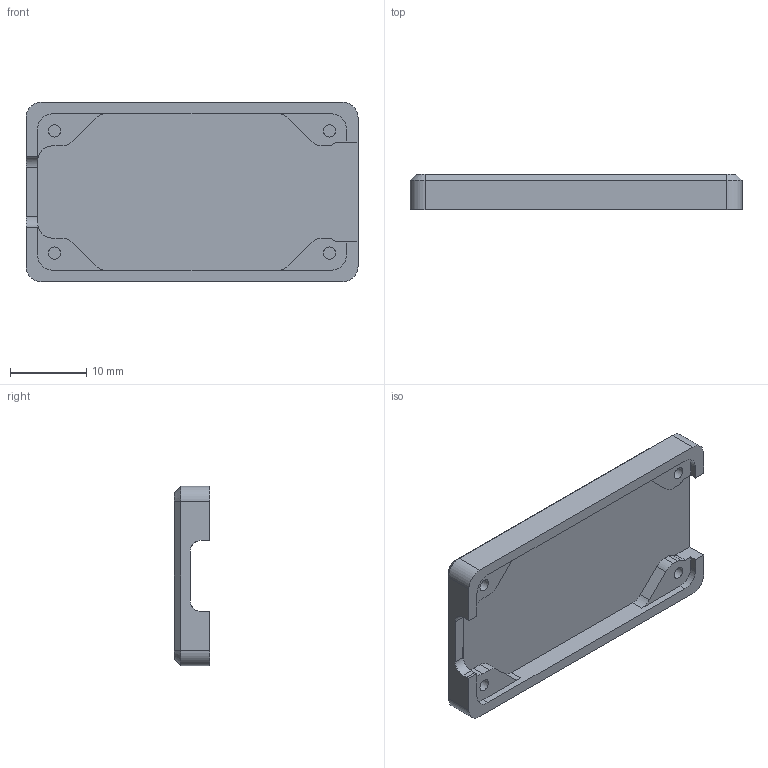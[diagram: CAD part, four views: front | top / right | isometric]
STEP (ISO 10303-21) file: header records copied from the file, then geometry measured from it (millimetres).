
FILE_DESCRIPTION(/* description */ ('Designed by EasyEDA Pro'),/* implementation_level */ '2;1');
FILE_NAME(/* name */ '',/* time_stamp */ '2025-10-14T21:13:24+08:00',/* author */ (''),/* organization */ (''),/* preprocessor_version */ 'ST-DEVELOPER v20.1',/* originating_system */ 'Autodesk Translation Framework v14.17.0.0',/* authorisation */ '');
FILE_SCHEMA (('AUTOMOTIVE_DESIGN { 1 0 10303 214 3 1 1 }'));
Length unit declared in the file: millimetre
Products named in the file (2): EasyEDA PCB Model~E4kx; 外壳
Assembly tree (1 placements, depth 2):
  EasyEDA PCB Model~E4kx
    外壳
Bounding box: 43.5 x 4.6 x 23.5 mm (x, y, z)
Volume: 2557 mm3; surface area: 2826.1 mm2
Topology: 1 solids, 1 shells, 74 faces, 196 edges, 128 vertices
Faces by surface type: plane 40, cylinder 30, cone 4
Full cylindrical faces by diameter (mm): 1.6 x4
Entity records: 2363 total; most frequent: CARTESIAN_POINT 415, DIRECTION 412, ORIENTED_EDGE 392, EDGE_CURVE 196, AXIS2_PLACEMENT_3D 141, LINE 130, VECTOR 130, VERTEX_POINT 128
